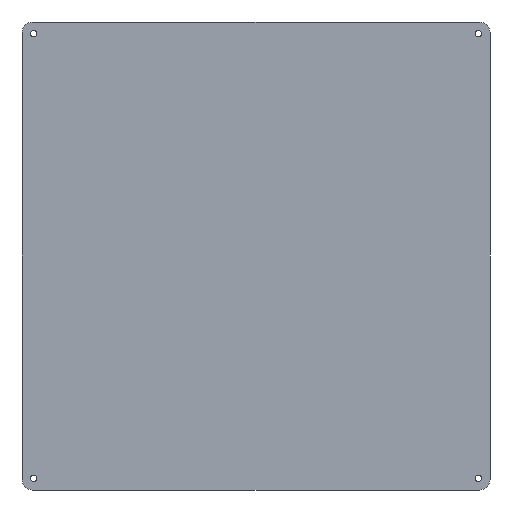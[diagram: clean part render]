
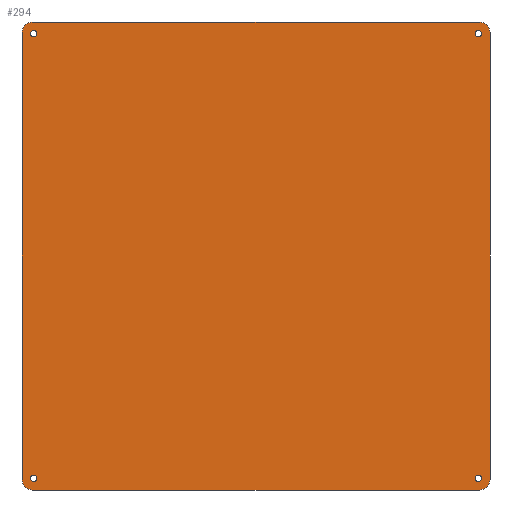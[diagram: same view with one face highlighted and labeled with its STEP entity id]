
A CAD part, front view. The second image highlights one B-rep face of the part: STEP entity #294.
In plain terms, the highlighted planar face has unit normal (0, -1, 0).
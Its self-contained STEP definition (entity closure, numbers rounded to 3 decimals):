
#18 = AXIS2_PLACEMENT_3D ( 'NONE', #605, #348, #55 ) ;
#25 = EDGE_LOOP ( 'NONE', ( #422, #303 ) ) ;
#28 = VERTEX_POINT ( 'NONE', #163 ) ;
#32 = CARTESIAN_POINT ( 'NONE',  ( 5.5, -2., -214.5 ) ) ;
#35 = CARTESIAN_POINT ( 'NONE',  ( 215., -2., -220. ) ) ;
#36 = CARTESIAN_POINT ( 'NONE',  ( 5.5, -2., -4. ) ) ;
#37 = LINE ( 'NONE', #211, #563 ) ;
#41 = DIRECTION ( 'NONE',  ( 0., -1., 0. ) ) ;
#43 = CARTESIAN_POINT ( 'NONE',  ( 5., -2., -5. ) ) ;
#44 = EDGE_CURVE ( 'NONE', #589, #407, #475, .T. ) ;
#51 = VERTEX_POINT ( 'NONE', #360 ) ;
#52 = CARTESIAN_POINT ( 'NONE',  ( 5., -2., -215. ) ) ;
#55 = DIRECTION ( 'NONE',  ( 0., 0., -1. ) ) ;
#64 = AXIS2_PLACEMENT_3D ( 'NONE', #647, #259, #152 ) ;
#79 = FACE_BOUND ( 'NONE', #25, .T. ) ;
#82 = DIRECTION ( 'NONE',  ( 0., -1., 0. ) ) ;
#97 = VERTEX_POINT ( 'NONE', #614 ) ;
#99 = CARTESIAN_POINT ( 'NONE',  ( 5.5, -2., -5.5 ) ) ;
#102 = ORIENTED_EDGE ( 'NONE', *, *, #485, .F. ) ;
#105 = DIRECTION ( 'NONE',  ( 0., 0., -1. ) ) ;
#111 = CARTESIAN_POINT ( 'NONE',  ( 214.5, -2., -214.5 ) ) ;
#119 = AXIS2_PLACEMENT_3D ( 'NONE', #99, #498, #160 ) ;
#121 = VECTOR ( 'NONE', #179, 1000. ) ;
#123 = DIRECTION ( 'NONE',  ( 0., -1., 0. ) ) ;
#124 = CIRCLE ( 'NONE', #64, 5. ) ;
#128 = LINE ( 'NONE', #447, #153 ) ;
#135 = DIRECTION ( 'NONE',  ( 0., 0., -1. ) ) ;
#141 = CARTESIAN_POINT ( 'NONE',  ( 215., -2., 0. ) ) ;
#142 = DIRECTION ( 'NONE',  ( 1., 0., 0. ) ) ;
#147 = CARTESIAN_POINT ( 'NONE',  ( 214.5, -2., -216. ) ) ;
#149 = CARTESIAN_POINT ( 'NONE',  ( 5.5, -2., -213. ) ) ;
#152 = DIRECTION ( 'NONE',  ( 0., 0., -1. ) ) ;
#153 = VECTOR ( 'NONE', #142, 1000. ) ;
#155 = CIRCLE ( 'NONE', #624, 1.5 ) ;
#157 = VERTEX_POINT ( 'NONE', #35 ) ;
#158 = EDGE_CURVE ( 'NONE', #346, #641, #452, .T. ) ;
#160 = DIRECTION ( 'NONE',  ( 0., 0., -1. ) ) ;
#163 = CARTESIAN_POINT ( 'NONE',  ( 0., -2., -215. ) ) ;
#167 = EDGE_CURVE ( 'NONE', #497, #621, #128, .T. ) ;
#170 = VERTEX_POINT ( 'NONE', #594 ) ;
#171 = DIRECTION ( 'NONE',  ( 0., -1., 0. ) ) ;
#176 = VERTEX_POINT ( 'NONE', #149 ) ;
#179 = DIRECTION ( 'NONE',  ( -1., 0., 0. ) ) ;
#181 = EDGE_CURVE ( 'NONE', #51, #176, #220, .T. ) ;
#186 = DIRECTION ( 'NONE',  ( 0., 0., -1. ) ) ;
#195 = ORIENTED_EDGE ( 'NONE', *, *, #44, .F. ) ;
#196 = DIRECTION ( 'NONE',  ( 0., -1., 0. ) ) ;
#202 = EDGE_CURVE ( 'NONE', #28, #283, #618, .T. ) ;
#206 = CARTESIAN_POINT ( 'NONE',  ( 214.5, -2., -4. ) ) ;
#211 = CARTESIAN_POINT ( 'NONE',  ( 220., -2., 0. ) ) ;
#213 = ORIENTED_EDGE ( 'NONE', *, *, #158, .F. ) ;
#216 = FACE_BOUND ( 'NONE', #336, .T. ) ;
#218 = AXIS2_PLACEMENT_3D ( 'NONE', #32, #196, #135 ) ;
#219 = EDGE_CURVE ( 'NONE', #497, #283, #375, .T. ) ;
#220 = CIRCLE ( 'NONE', #405, 1.5 ) ;
#226 = ORIENTED_EDGE ( 'NONE', *, *, #275, .F. ) ;
#239 = CARTESIAN_POINT ( 'NONE',  ( 214.5, -2., -5.5 ) ) ;
#243 = DIRECTION ( 'NONE',  ( 0., -1., 0. ) ) ;
#251 = DIRECTION ( 'NONE',  ( 0., 0., -1. ) ) ;
#255 = EDGE_CURVE ( 'NONE', #641, #346, #442, .T. ) ;
#259 = DIRECTION ( 'NONE',  ( 0., -1., 0. ) ) ;
#261 = CARTESIAN_POINT ( 'NONE',  ( 0., -2., -5. ) ) ;
#270 = EDGE_CURVE ( 'NONE', #28, #97, #547, .T. ) ;
#271 = ORIENTED_EDGE ( 'NONE', *, *, #255, .F. ) ;
#272 = VERTEX_POINT ( 'NONE', #549 ) ;
#275 = EDGE_CURVE ( 'NONE', #170, #272, #37, .T. ) ;
#277 = CIRCLE ( 'NONE', #584, 1.5 ) ;
#283 = VERTEX_POINT ( 'NONE', #261 ) ;
#285 = ORIENTED_EDGE ( 'NONE', *, *, #425, .F. ) ;
#290 = DIRECTION ( 'NONE',  ( 0., 0., -1. ) ) ;
#294 = ADVANCED_FACE ( 'NONE', ( #79, #506, #358, #216, #577 ), #508, .T. ) ;
#296 = CARTESIAN_POINT ( 'NONE',  ( 0., -2., 0. ) ) ;
#301 = DIRECTION ( 'NONE',  ( 0., 0., -1. ) ) ;
#302 = EDGE_CURVE ( 'NONE', #484, #598, #573, .T. ) ;
#303 = ORIENTED_EDGE ( 'NONE', *, *, #181, .F. ) ;
#310 = DIRECTION ( 'NONE',  ( 0., -1., 0. ) ) ;
#311 = ORIENTED_EDGE ( 'NONE', *, *, #331, .T. ) ;
#327 = EDGE_CURVE ( 'NONE', #170, #621, #626, .T. ) ;
#331 = EDGE_CURVE ( 'NONE', #157, #272, #124, .T. ) ;
#336 = EDGE_LOOP ( 'NONE', ( #213, #271 ) ) ;
#338 = ORIENTED_EDGE ( 'NONE', *, *, #327, .T. ) ;
#344 = CARTESIAN_POINT ( 'NONE',  ( 214.5, -2., -5.5 ) ) ;
#346 = VERTEX_POINT ( 'NONE', #206 ) ;
#348 = DIRECTION ( 'NONE',  ( 0., -1., 0. ) ) ;
#349 = DIRECTION ( 'NONE',  ( 0., 0., -1. ) ) ;
#350 = ORIENTED_EDGE ( 'NONE', *, *, #302, .F. ) ;
#358 = FACE_BOUND ( 'NONE', #520, .T. ) ;
#360 = CARTESIAN_POINT ( 'NONE',  ( 5.5, -2., -216. ) ) ;
#362 = EDGE_LOOP ( 'NONE', ( #477, #440, #571, #311, #226, #338, #536, #652 ) ) ;
#369 = LINE ( 'NONE', #373, #121 ) ;
#373 = CARTESIAN_POINT ( 'NONE',  ( 0., -2., -220. ) ) ;
#375 = CIRCLE ( 'NONE', #540, 5. ) ;
#377 = CARTESIAN_POINT ( 'NONE',  ( 214.5, -2., -213. ) ) ;
#383 = CARTESIAN_POINT ( 'NONE',  ( 214.5, -2., -7. ) ) ;
#396 = EDGE_CURVE ( 'NONE', #157, #97, #369, .T. ) ;
#400 = DIRECTION ( 'NONE',  ( 0., 0., -1. ) ) ;
#402 = AXIS2_PLACEMENT_3D ( 'NONE', #111, #171, #105 ) ;
#405 = AXIS2_PLACEMENT_3D ( 'NONE', #634, #41, #301 ) ;
#407 = VERTEX_POINT ( 'NONE', #377 ) ;
#422 = ORIENTED_EDGE ( 'NONE', *, *, #499, .F. ) ;
#425 = EDGE_CURVE ( 'NONE', #598, #484, #155, .T. ) ;
#426 = CARTESIAN_POINT ( 'NONE',  ( 5.5, -2., -7. ) ) ;
#429 = CARTESIAN_POINT ( 'NONE',  ( 5., -2., 0. ) ) ;
#439 = DIRECTION ( 'NONE',  ( 0., 0., -1. ) ) ;
#440 = ORIENTED_EDGE ( 'NONE', *, *, #270, .T. ) ;
#442 = CIRCLE ( 'NONE', #473, 1.5 ) ;
#447 = CARTESIAN_POINT ( 'NONE',  ( 0., -2., 0. ) ) ;
#452 = CIRCLE ( 'NONE', #557, 1.5 ) ;
#458 = DIRECTION ( 'NONE',  ( 0., 0., -1. ) ) ;
#473 = AXIS2_PLACEMENT_3D ( 'NONE', #344, #243, #458 ) ;
#475 = CIRCLE ( 'NONE', #402, 1.5 ) ;
#477 = ORIENTED_EDGE ( 'NONE', *, *, #202, .F. ) ;
#479 = CARTESIAN_POINT ( 'NONE',  ( 5.5, -2., -5.5 ) ) ;
#483 = VECTOR ( 'NONE', #597, 1000. ) ;
#484 = VERTEX_POINT ( 'NONE', #426 ) ;
#485 = EDGE_CURVE ( 'NONE', #407, #589, #277, .T. ) ;
#492 = DIRECTION ( 'NONE',  ( 0., -1., 0. ) ) ;
#497 = VERTEX_POINT ( 'NONE', #429 ) ;
#498 = DIRECTION ( 'NONE',  ( 0., -1., 0. ) ) ;
#499 = EDGE_CURVE ( 'NONE', #176, #51, #512, .T. ) ;
#506 = FACE_BOUND ( 'NONE', #581, .T. ) ;
#508 = PLANE ( 'NONE',  #600 ) ;
#509 = AXIS2_PLACEMENT_3D ( 'NONE', #52, #558, #400 ) ;
#512 = CIRCLE ( 'NONE', #218, 1.5 ) ;
#520 = EDGE_LOOP ( 'NONE', ( #102, #195 ) ) ;
#536 = ORIENTED_EDGE ( 'NONE', *, *, #167, .F. ) ;
#537 = CARTESIAN_POINT ( 'NONE',  ( 214.5, -2., -214.5 ) ) ;
#540 = AXIS2_PLACEMENT_3D ( 'NONE', #43, #542, #439 ) ;
#542 = DIRECTION ( 'NONE',  ( 0., -1., 0. ) ) ;
#547 = CIRCLE ( 'NONE', #509, 5. ) ;
#549 = CARTESIAN_POINT ( 'NONE',  ( 220., -2., -215. ) ) ;
#557 = AXIS2_PLACEMENT_3D ( 'NONE', #239, #492, #290 ) ;
#558 = DIRECTION ( 'NONE',  ( 0., -1., 0. ) ) ;
#563 = VECTOR ( 'NONE', #251, 1000. ) ;
#571 = ORIENTED_EDGE ( 'NONE', *, *, #396, .F. ) ;
#573 = CIRCLE ( 'NONE', #119, 1.5 ) ;
#577 = FACE_OUTER_BOUND ( 'NONE', #362, .T. ) ;
#580 = DIRECTION ( 'NONE',  ( 0., 0., -1. ) ) ;
#581 = EDGE_LOOP ( 'NONE', ( #285, #350 ) ) ;
#584 = AXIS2_PLACEMENT_3D ( 'NONE', #537, #123, #580 ) ;
#589 = VERTEX_POINT ( 'NONE', #147 ) ;
#594 = CARTESIAN_POINT ( 'NONE',  ( 220., -2., -5. ) ) ;
#597 = DIRECTION ( 'NONE',  ( 0., 0., 1. ) ) ;
#598 = VERTEX_POINT ( 'NONE', #36 ) ;
#600 = AXIS2_PLACEMENT_3D ( 'NONE', #609, #310, #349 ) ;
#605 = CARTESIAN_POINT ( 'NONE',  ( 215., -2., -5. ) ) ;
#609 = CARTESIAN_POINT ( 'NONE',  ( 0., -2., 0. ) ) ;
#614 = CARTESIAN_POINT ( 'NONE',  ( 5., -2., -220. ) ) ;
#618 = LINE ( 'NONE', #296, #483 ) ;
#621 = VERTEX_POINT ( 'NONE', #141 ) ;
#624 = AXIS2_PLACEMENT_3D ( 'NONE', #479, #82, #186 ) ;
#626 = CIRCLE ( 'NONE', #18, 5. ) ;
#634 = CARTESIAN_POINT ( 'NONE',  ( 5.5, -2., -214.5 ) ) ;
#641 = VERTEX_POINT ( 'NONE', #383 ) ;
#647 = CARTESIAN_POINT ( 'NONE',  ( 215., -2., -215. ) ) ;
#652 = ORIENTED_EDGE ( 'NONE', *, *, #219, .T. ) ;
